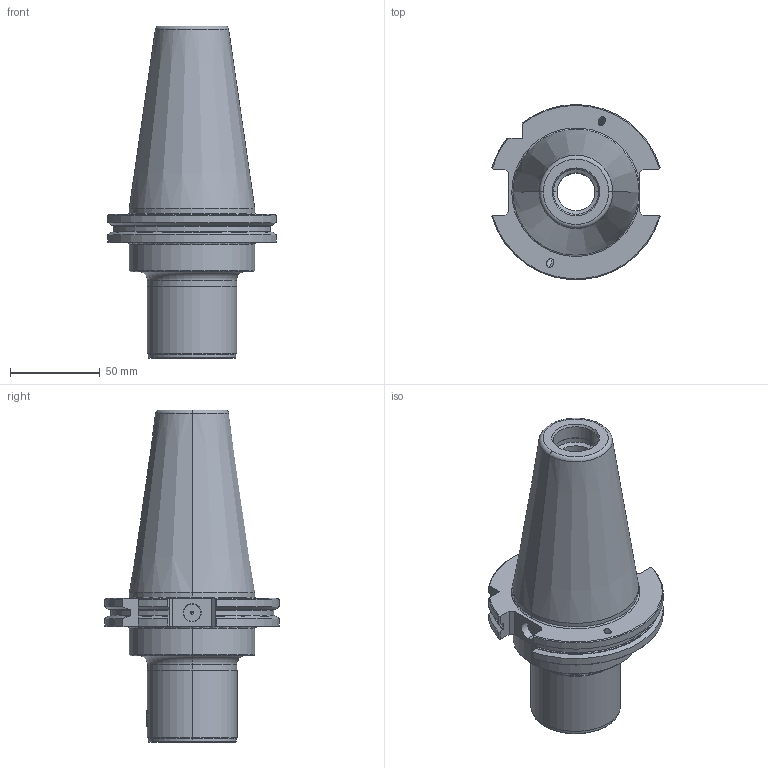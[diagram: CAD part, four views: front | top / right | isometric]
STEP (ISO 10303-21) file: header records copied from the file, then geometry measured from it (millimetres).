
FILE_DESCRIPTION(('no description'),'unknown implementation level');
FILE_NAME('CFD7E7D6-926F-4A1F-9BBC-6C8D1DF209E3_export.stp',' ',('CIMSOURCE GmbH'),('CADClick - KiM GmbH - www.kimweb.de'),'unknown preprocess','ACIS','unknown authorization');
FILE_SCHEMA(('automotive_design'));
Length unit declared in the file: millimetre
Products named in the file (2): 325.952 Kaiser SK50 VBD X CKS5 X 100B|690.435 Kaiser ETL M10 X 14 CK5_Standard;NONE; 325.952 Kaiser SK50 VBD X CKS5 X 100B|325.952 Kaiser SK50 VBD X CKS5 X 100B_Standard;NONE
Bounding box: 93.59 x 97.27 x 184.6 mm (x, y, z)
Volume: 439328.9 mm3; surface area: 61717.9 mm2
Topology: 2 solids, 2 shells, 214 faces, 525 edges, 319 vertices
Faces by surface type: cylinder 71, plane 63, cone 62, torus 18
Entity records: 12695 total; most frequent: CARTESIAN_POINT 1729, DIRECTION 1073, STYLED_ITEM 1054, PRESENTATION_STYLE_ASSIGNMENT 1054, COLOUR_RGB 1054, ORIENTED_EDGE 1038, EDGE_CURVE 519, CURVE_STYLE 519
